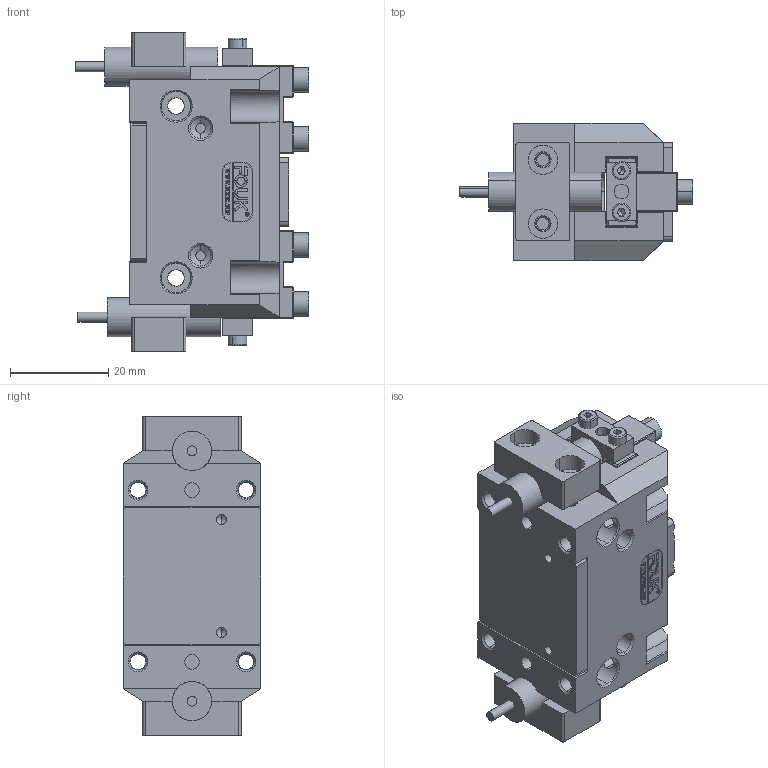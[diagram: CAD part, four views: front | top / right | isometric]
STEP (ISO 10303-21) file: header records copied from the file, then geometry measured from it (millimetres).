
FILE_DESCRIPTION (( 'STEP AP203' ), '1' );
FILE_NAME ('TR20-51.STEP', '2024-12-10T02:34:07', ( 'USER-' ), ( 'Microsoft' ), 'SwSTEP 2.0', 'SolidWorks 2018', '' );
FILE_SCHEMA (( 'CONFIG_CONTROL_DESIGN' ));
Length unit declared in the file: millimetre
Products named in the file (13): TR20-51; 12x6-R2; TR20-51杅耀.sldasm-Part-6; TR20-51杅耀.sldasm-Part-4; TR20-51杅耀.sldasm-Part-5; TR20-51杅耀.sldasm-Part-9; 隅弇粣杶; 笢猾啣; TR20-51杅耀.sldasm-Part-1; TR20-51杅耀.sldasm-Part-8; 揤輸杅耀.sldasm-Part-9; 埴翐芛_GB_FASTENER_SCREWS_HSHCS M2X8-N; 揤輸蚾饜极
Assembly tree (19 placements, depth 3):
  TR20-51
    TR20-51杅耀.sldasm-Part-1
    TR20-51杅耀.sldasm-Part-4
    TR20-51杅耀.sldasm-Part-5
    TR20-51杅耀.sldasm-Part-6  x2
    TR20-51杅耀.sldasm-Part-8  x2
    TR20-51杅耀.sldasm-Part-9
    隅弇粣杶  x4
    12x6-R2
    笢猾啣
    揤輸蚾饜极  x2
      揤輸杅耀.sldasm-Part-9
      埴翐芛_GB_FASTENER_SCREWS_HSHCS M2X8-N
Bounding box: 47.52 x 28 x 65 mm (x, y, z)
Volume: 41938.1 mm3; surface area: 22655.1 mm2
Topology: 20 solids, 20 shells, 1111 faces, 2879 edges, 1856 vertices
Faces by surface type: plane 593, cylinder 257, bspline 155, cone 98, torus 8
Entity records: 35106 total; most frequent: CARTESIAN_POINT 11728, ORIENTED_EDGE 4766, DIRECTION 4079, EDGE_CURVE 2383, VECTOR 1559, LINE 1559, VERTEX_POINT 1553, AXIS2_PLACEMENT_3D 1260
